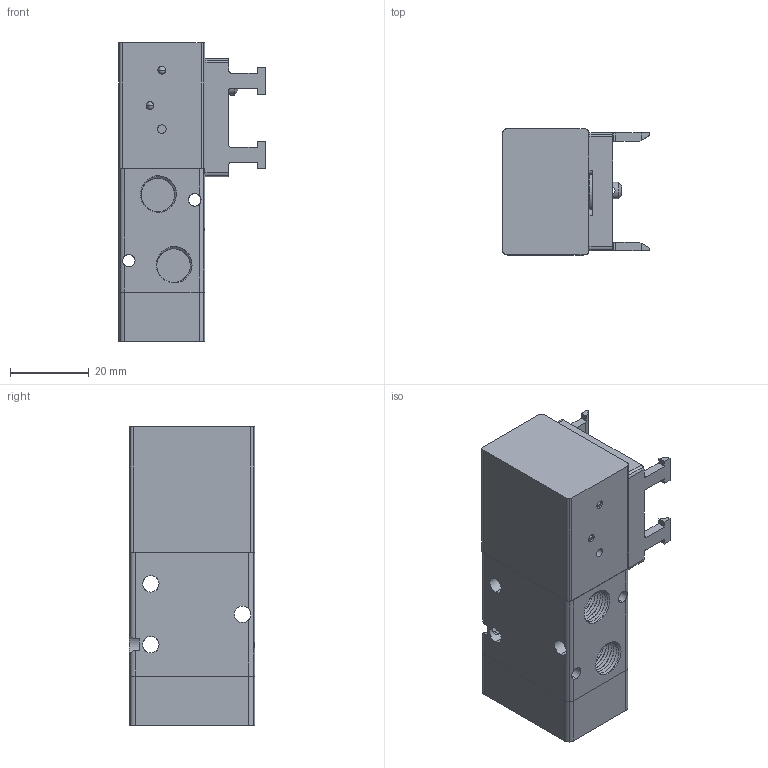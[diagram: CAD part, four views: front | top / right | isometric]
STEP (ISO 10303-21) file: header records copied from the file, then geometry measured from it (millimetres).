
FILE_DESCRIPTION((''),'2;1');
FILE_NAME('00_070_4.stp','2002-12-08T21:21:54',('Branislav Petkovic'),('AZ Pneumatica'),'AutoCAD STEP 2000i','AutoCAD 2000i','Via J. F. Kennedy, 26, 20020 Misinto (MI), ITALY');
FILE_SCHEMA(('CONFIG_CONTROL_DESIGN'));
Length unit declared in the file: millimetre
Products named in the file (13): 00_070_4; 321 TELO; PART1; X21 OPRUGA; ~PART2; ~~PART1; PLASICNI NOSAC VECI; ~~~~PART1; RECESSED PAN HEAD SCREW - ISO 7045 - M3.5 X 8 - 4.8 - Z; PIPAK 304 MB; ~~~PART1; 521 LL90; PART1A
Assembly tree (11 placements, depth 3):
  00_070_4
    321 TELO
      PART1
    X21 OPRUGA
      ~PART2
    ~~PART1
    PLASICNI NOSAC VECI
      ~~~~PART1
    RECESSED PAN HEAD SCREW - ISO 7045 - M3.5 X 8 - 4.8 - Z  x2
    PIPAK 304 MB
      ~~~PART1
  521 LL90
  PART1A
Bounding box: 37.4 x 32 x 76 mm (x, y, z)
Surface area: 19619.2 mm2 (no closed solid volume)
Topology: 0 solids, 7 shells, 655 faces, 1669 edges, 1039 vertices
Faces by surface type: cylinder 250, plane 171, cone 122, torus 92, bspline 12, sphere 8
Entity records: 24862 total; most frequent: CARTESIAN_POINT 12087, DIRECTION 2683, ORIENTED_EDGE 2620, EDGE_CURVE 1310, AXIS2_PLACEMENT_3D 1054, VERTEX_POINT 837, VECTOR 575, LINE 575
